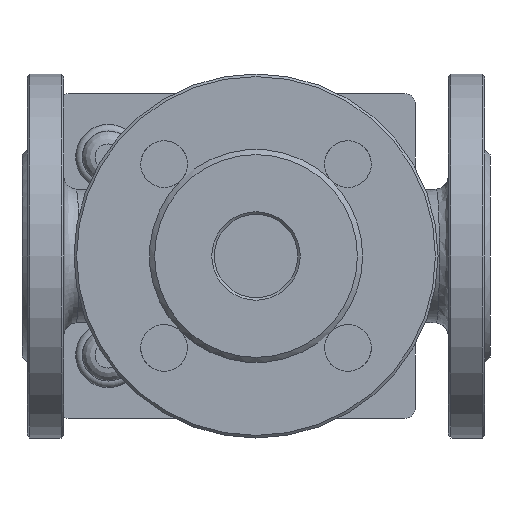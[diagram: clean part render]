
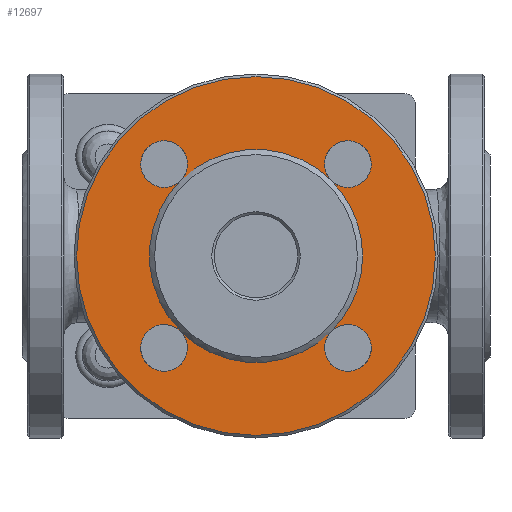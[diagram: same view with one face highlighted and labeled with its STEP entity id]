
A CAD part, front view. The second image highlights one B-rep face of the part: STEP entity #12697.
In plain terms, the highlighted planar face has unit normal (0, -1, 0).
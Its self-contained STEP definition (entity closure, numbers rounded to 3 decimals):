
#300=FACE_BOUND('',#4091,.T.);
#376=PLANE('',#13634);
#3387=FACE_OUTER_BOUND('',#4090,.T.);
#4090=EDGE_LOOP('',(#8870));
#4091=EDGE_LOOP('',(#8871,#8872,#8873,#8874,#8875,#8876,#8877,#8878,#8879,
#8880,#8881,#8882,#8883));
#4804=CIRCLE('',#13633,69.);
#4805=CIRCLE('',#13635,9.);
#4806=CIRCLE('',#13636,41.);
#4807=CIRCLE('',#13637,9.);
#4808=CIRCLE('',#13638,9.);
#4809=CIRCLE('',#13639,41.);
#4810=CIRCLE('',#13640,9.);
#4811=CIRCLE('',#13641,9.);
#4812=CIRCLE('',#13642,41.);
#4813=CIRCLE('',#13643,41.);
#4814=CIRCLE('',#13644,9.);
#4815=CIRCLE('',#13645,9.);
#4816=CIRCLE('',#13646,41.);
#4817=CIRCLE('',#13647,9.);
#5404=VERTEX_POINT('',#20561);
#5405=VERTEX_POINT('',#20565);
#5406=VERTEX_POINT('',#20566);
#5407=VERTEX_POINT('',#20568);
#5408=VERTEX_POINT('',#20570);
#5409=VERTEX_POINT('',#20573);
#5410=VERTEX_POINT('',#20575);
#5411=VERTEX_POINT('',#20578);
#5412=VERTEX_POINT('',#20580);
#5413=VERTEX_POINT('',#20582);
#6710=EDGE_CURVE('',#5404,#5404,#4804,.T.);
#6711=EDGE_CURVE('',#5405,#5406,#4805,.T.);
#6712=EDGE_CURVE('',#5407,#5405,#4806,.T.);
#6713=EDGE_CURVE('',#5408,#5407,#4807,.T.);
#6714=EDGE_CURVE('',#5407,#5408,#4808,.T.);
#6715=EDGE_CURVE('',#5409,#5407,#4809,.T.);
#6716=EDGE_CURVE('',#5410,#5409,#4810,.T.);
#6717=EDGE_CURVE('',#5409,#5410,#4811,.T.);
#6718=EDGE_CURVE('',#5411,#5409,#4812,.T.);
#6719=EDGE_CURVE('',#5412,#5411,#4813,.T.);
#6720=EDGE_CURVE('',#5413,#5412,#4814,.T.);
#6721=EDGE_CURVE('',#5412,#5413,#4815,.T.);
#6722=EDGE_CURVE('',#5405,#5412,#4816,.T.);
#6723=EDGE_CURVE('',#5406,#5405,#4817,.T.);
#8870=ORIENTED_EDGE('',*,*,#6710,.F.);
#8871=ORIENTED_EDGE('',*,*,#6711,.F.);
#8872=ORIENTED_EDGE('',*,*,#6712,.F.);
#8873=ORIENTED_EDGE('',*,*,#6713,.F.);
#8874=ORIENTED_EDGE('',*,*,#6714,.F.);
#8875=ORIENTED_EDGE('',*,*,#6715,.F.);
#8876=ORIENTED_EDGE('',*,*,#6716,.F.);
#8877=ORIENTED_EDGE('',*,*,#6717,.F.);
#8878=ORIENTED_EDGE('',*,*,#6718,.F.);
#8879=ORIENTED_EDGE('',*,*,#6719,.F.);
#8880=ORIENTED_EDGE('',*,*,#6720,.F.);
#8881=ORIENTED_EDGE('',*,*,#6721,.F.);
#8882=ORIENTED_EDGE('',*,*,#6722,.F.);
#8883=ORIENTED_EDGE('',*,*,#6723,.F.);
#12697=ADVANCED_FACE('',(#3387,#300),#376,.F.);
#13633=AXIS2_PLACEMENT_3D('',#20563,#15145,#15146);
#13634=AXIS2_PLACEMENT_3D('',#20564,#15147,#15148);
#13635=AXIS2_PLACEMENT_3D('',#20567,#15149,#15150);
#13636=AXIS2_PLACEMENT_3D('',#20569,#15151,#15152);
#13637=AXIS2_PLACEMENT_3D('',#20571,#15153,#15154);
#13638=AXIS2_PLACEMENT_3D('',#20572,#15155,#15156);
#13639=AXIS2_PLACEMENT_3D('',#20574,#15157,#15158);
#13640=AXIS2_PLACEMENT_3D('',#20576,#15159,#15160);
#13641=AXIS2_PLACEMENT_3D('',#20577,#15161,#15162);
#13642=AXIS2_PLACEMENT_3D('',#20579,#15163,#15164);
#13643=AXIS2_PLACEMENT_3D('',#20581,#15165,#15166);
#13644=AXIS2_PLACEMENT_3D('',#20583,#15167,#15168);
#13645=AXIS2_PLACEMENT_3D('',#20584,#15169,#15170);
#13646=AXIS2_PLACEMENT_3D('',#20585,#15171,#15172);
#13647=AXIS2_PLACEMENT_3D('',#20586,#15173,#15174);
#15145=DIRECTION('center_axis',(0.,1.,0.));
#15146=DIRECTION('ref_axis',(0.,0.,-1.));
#15147=DIRECTION('center_axis',(0.,1.,0.));
#15148=DIRECTION('ref_axis',(0.,0.,1.));
#15149=DIRECTION('center_axis',(0.,-1.,0.));
#15150=DIRECTION('ref_axis',(0.,0.,-1.));
#15151=DIRECTION('center_axis',(0.,-1.,0.));
#15152=DIRECTION('ref_axis',(-1.,0.,0.));
#15153=DIRECTION('center_axis',(0.,-1.,0.));
#15154=DIRECTION('ref_axis',(0.,0.,-1.));
#15155=DIRECTION('center_axis',(0.,-1.,0.));
#15156=DIRECTION('ref_axis',(0.,0.,-1.));
#15157=DIRECTION('center_axis',(0.,-1.,0.));
#15158=DIRECTION('ref_axis',(-1.,0.,0.));
#15159=DIRECTION('center_axis',(0.,-1.,0.));
#15160=DIRECTION('ref_axis',(0.,0.,-1.));
#15161=DIRECTION('center_axis',(0.,-1.,0.));
#15162=DIRECTION('ref_axis',(0.,0.,-1.));
#15163=DIRECTION('center_axis',(0.,-1.,0.));
#15164=DIRECTION('ref_axis',(-1.,0.,0.));
#15165=DIRECTION('center_axis',(0.,-1.,0.));
#15166=DIRECTION('ref_axis',(-1.,0.,0.));
#15167=DIRECTION('center_axis',(0.,-1.,0.));
#15168=DIRECTION('ref_axis',(0.,0.,-1.));
#15169=DIRECTION('center_axis',(0.,-1.,0.));
#15170=DIRECTION('ref_axis',(0.,0.,-1.));
#15171=DIRECTION('center_axis',(0.,-1.,0.));
#15172=DIRECTION('ref_axis',(-1.,0.,0.));
#15173=DIRECTION('center_axis',(0.,-1.,0.));
#15174=DIRECTION('ref_axis',(0.,0.,-1.));
#20561=CARTESIAN_POINT('',(0.,-78.,69.));
#20563=CARTESIAN_POINT('Origin',(0.,-78.,0.));
#20564=CARTESIAN_POINT('Origin',(0.,-78.,0.));
#20565=CARTESIAN_POINT('',(-28.991,-78.,-28.991));
#20566=CARTESIAN_POINT('',(-35.355,-78.,-26.355));
#20567=CARTESIAN_POINT('Origin',(-35.355,-78.,-35.355));
#20568=CARTESIAN_POINT('',(-28.991,-78.,28.991));
#20569=CARTESIAN_POINT('Origin',(0.,-78.,0.));
#20570=CARTESIAN_POINT('',(-35.355,-78.,44.355));
#20571=CARTESIAN_POINT('Origin',(-35.355,-78.,35.355));
#20572=CARTESIAN_POINT('Origin',(-35.355,-78.,35.355));
#20573=CARTESIAN_POINT('',(28.991,-78.,28.991));
#20574=CARTESIAN_POINT('Origin',(0.,-78.,0.));
#20575=CARTESIAN_POINT('',(35.355,-78.,44.355));
#20576=CARTESIAN_POINT('Origin',(35.355,-78.,35.355));
#20577=CARTESIAN_POINT('Origin',(35.355,-78.,35.355));
#20578=CARTESIAN_POINT('',(41.,-78.,0.));
#20579=CARTESIAN_POINT('Origin',(0.,-78.,0.));
#20580=CARTESIAN_POINT('',(28.991,-78.,-28.991));
#20581=CARTESIAN_POINT('Origin',(0.,-78.,0.));
#20582=CARTESIAN_POINT('',(35.355,-78.,-26.355));
#20583=CARTESIAN_POINT('Origin',(35.355,-78.,-35.355));
#20584=CARTESIAN_POINT('Origin',(35.355,-78.,-35.355));
#20585=CARTESIAN_POINT('Origin',(0.,-78.,0.));
#20586=CARTESIAN_POINT('Origin',(-35.355,-78.,-35.355));
